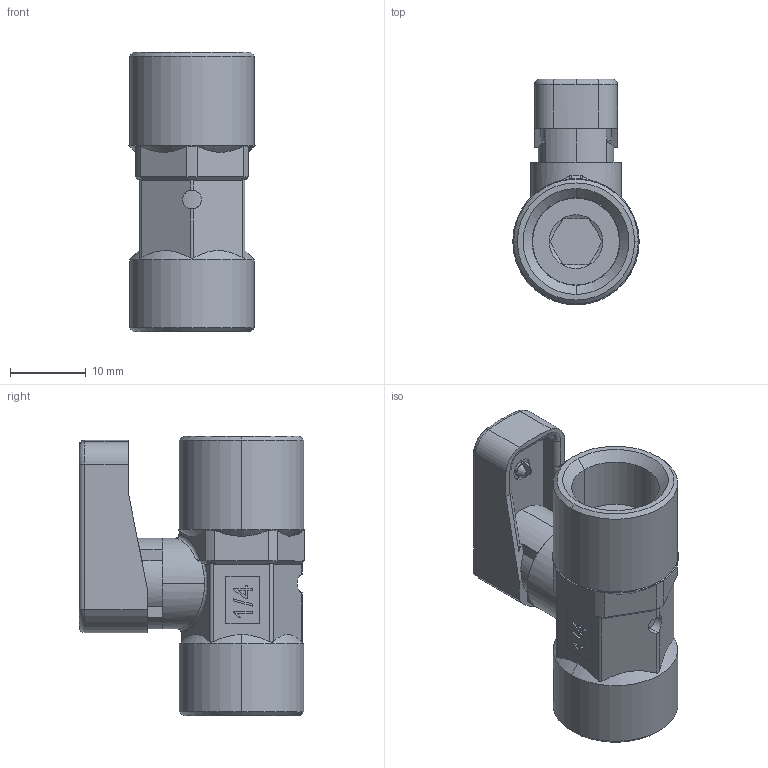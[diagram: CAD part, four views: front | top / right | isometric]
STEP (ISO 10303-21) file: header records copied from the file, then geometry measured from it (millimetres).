
FILE_DESCRIPTION (( 'STEP AP214' ), '1' );
FILE_NAME ('0660000002.step', '2012-10-02T16:36:16', ( '' ), ( '' ), 'SwSTEP 2.0', 'SolidWorks 2012', '' );
FILE_SCHEMA (( 'AUTOMOTIVE_DESIGN' ));
Length unit declared in the file: millimetre
Products named in the file (1): 0660000002
Bounding box: 16.75 x 29.88 x 37 mm (x, y, z)
Volume: 7650.1 mm3; surface area: 4652.3 mm2
Topology: 8 solids, 18 shells, 562 faces, 1426 edges, 925 vertices
Faces by surface type: plane 303, bspline 99, cylinder 99, cone 33, torus 28
Entity records: 21878 total; most frequent: CARTESIAN_POINT 8982, ORIENTED_EDGE 2852, DIRECTION 2263, EDGE_CURVE 1426, VERTEX_POINT 925, LINE 863, VECTOR 863, AXIS2_PLACEMENT_3D 700
